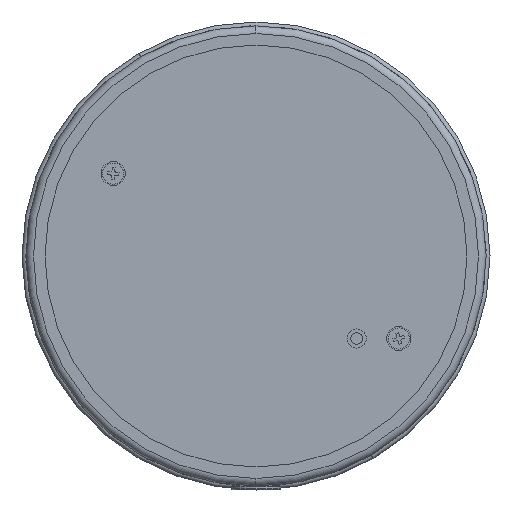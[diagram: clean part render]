
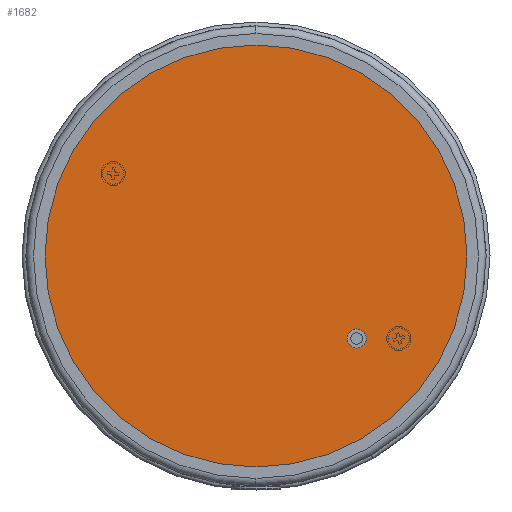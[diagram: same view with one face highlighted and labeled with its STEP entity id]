
A CAD part, front view. The second image highlights one B-rep face of the part: STEP entity #1682.
In plain terms, the highlighted planar face has unit normal (0, -1, 0).
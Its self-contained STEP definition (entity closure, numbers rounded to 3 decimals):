
#462 = CIRCLE ( 'NONE', #13402, 2.5 ) ;
#624 = CARTESIAN_POINT ( 'NONE',  ( 0., 0., 0. ) ) ;
#1054 = DIRECTION ( 'NONE',  ( 0., 1., 0. ) ) ;
#1149 = DIRECTION ( 'NONE',  ( 0., 0., 1. ) ) ;
#1682 = ADVANCED_FACE ( 'NONE', ( #9294, #6622 ), #2117, .F. ) ;
#2117 = PLANE ( 'NONE',  #15734 ) ;
#2453 = DIRECTION ( 'NONE',  ( 0., 1., 0. ) ) ;
#3037 = DIRECTION ( 'NONE',  ( 0., 0., 1. ) ) ;
#4154 = VERTEX_POINT ( 'NONE', #17728 ) ;
#4674 = DIRECTION ( 'NONE',  ( 0., 0., 1. ) ) ;
#5410 = DIRECTION ( 'NONE',  ( 0., 0., 1. ) ) ;
#5478 = CIRCLE ( 'NONE', #8985, 2.5 ) ;
#5754 = CARTESIAN_POINT ( 'NONE',  ( 26.239, 0., -19. ) ) ;
#6160 = CARTESIAN_POINT ( 'NONE',  ( 0., 0., -55. ) ) ;
#6622 = FACE_OUTER_BOUND ( 'NONE', #14583, .T. ) ;
#8406 = ORIENTED_EDGE ( 'NONE', *, *, #8641, .T. ) ;
#8641 = EDGE_CURVE ( 'NONE', #4154, #17118, #462, .T. ) ;
#8705 = CARTESIAN_POINT ( 'NONE',  ( 26.239, 0., -21.5 ) ) ;
#8823 = DIRECTION ( 'NONE',  ( 0., 0., 1. ) ) ;
#8985 = AXIS2_PLACEMENT_3D ( 'NONE', #18868, #9413, #3037 ) ;
#9294 = FACE_BOUND ( 'NONE', #18578, .T. ) ;
#9413 = DIRECTION ( 'NONE',  ( 0., 1., 0. ) ) ;
#10376 = CARTESIAN_POINT ( 'NONE',  ( 0., 0., 0. ) ) ;
#10674 = VERTEX_POINT ( 'NONE', #6160 ) ;
#10767 = DIRECTION ( 'NONE',  ( 0., 1., 0. ) ) ;
#11058 = EDGE_CURVE ( 'NONE', #12160, #10674, #14880, .T. ) ;
#11069 = CIRCLE ( 'NONE', #13648, 55. ) ;
#11585 = DIRECTION ( 'NONE',  ( 0., 1., 0. ) ) ;
#12160 = VERTEX_POINT ( 'NONE', #18686 ) ;
#12161 = ORIENTED_EDGE ( 'NONE', *, *, #11058, .F. ) ;
#12279 = CARTESIAN_POINT ( 'NONE',  ( 0., 0., 0. ) ) ;
#13082 = ORIENTED_EDGE ( 'NONE', *, *, #16671, .F. ) ;
#13103 = EDGE_CURVE ( 'NONE', #17118, #4154, #5478, .T. ) ;
#13402 = AXIS2_PLACEMENT_3D ( 'NONE', #8705, #2453, #1149 ) ;
#13648 = AXIS2_PLACEMENT_3D ( 'NONE', #12279, #10767, #4674 ) ;
#14583 = EDGE_LOOP ( 'NONE', ( #13082, #12161 ) ) ;
#14873 = AXIS2_PLACEMENT_3D ( 'NONE', #10376, #1054, #8823 ) ;
#14880 = CIRCLE ( 'NONE', #14873, 55. ) ;
#15734 = AXIS2_PLACEMENT_3D ( 'NONE', #624, #11585, #5410 ) ;
#16671 = EDGE_CURVE ( 'NONE', #10674, #12160, #11069, .T. ) ;
#17118 = VERTEX_POINT ( 'NONE', #5754 ) ;
#17728 = CARTESIAN_POINT ( 'NONE',  ( 26.239, 0., -24. ) ) ;
#18578 = EDGE_LOOP ( 'NONE', ( #19792, #8406 ) ) ;
#18686 = CARTESIAN_POINT ( 'NONE',  ( 0., 0., 55. ) ) ;
#18868 = CARTESIAN_POINT ( 'NONE',  ( 26.239, 0., -21.5 ) ) ;
#19792 = ORIENTED_EDGE ( 'NONE', *, *, #13103, .T. ) ;
